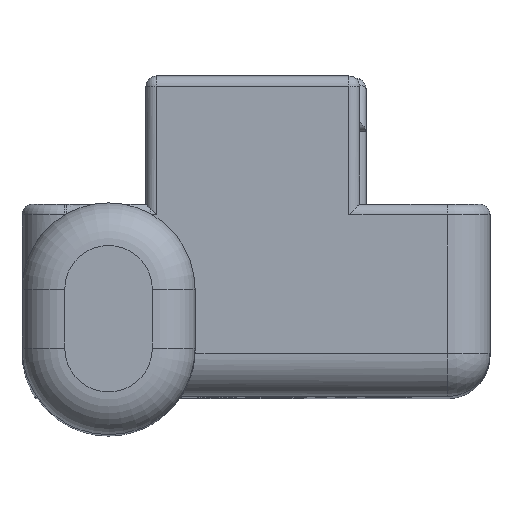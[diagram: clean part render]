
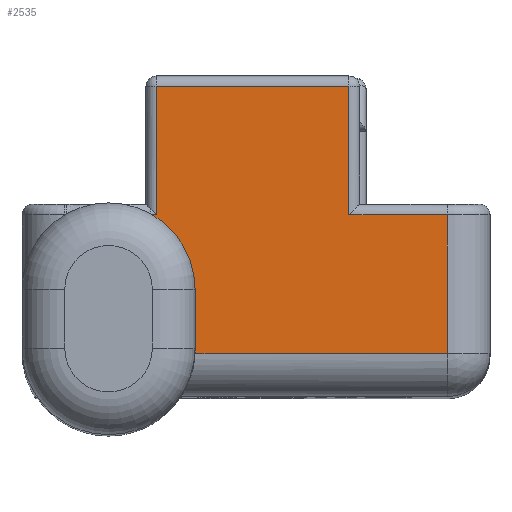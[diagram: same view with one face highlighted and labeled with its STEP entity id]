
A CAD part, top view. The second image highlights one B-rep face of the part: STEP entity #2535.
In plain terms, the highlighted planar face has unit normal (0, 0, 1).
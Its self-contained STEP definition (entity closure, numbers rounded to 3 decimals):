
#35 = LINE ( 'NONE', #12338, #7618 ) ;
#43 = CARTESIAN_POINT ( 'NONE',  ( 4.35, 12.5, 32.45 ) ) ;
#169 = VECTOR ( 'NONE', #3688, 1000. ) ;
#254 = CARTESIAN_POINT ( 'NONE',  ( 4.35, 7., 32.45 ) ) ;
#807 = EDGE_LOOP ( 'NONE', ( #11864, #3868, #10276, #12945, #2833, #4062, #2840, #9994, #1812, #3756 ) ) ;
#894 = CARTESIAN_POINT ( 'NONE',  ( 8.95, 7., 32.45 ) ) ;
#967 = AXIS2_PLACEMENT_3D ( 'NONE', #5781, #6714, #6854 ) ;
#975 = CARTESIAN_POINT ( 'NONE',  ( -2.85, 2.95, 32.45 ) ) ;
#1181 = DIRECTION ( 'NONE',  ( -1., 0., 0. ) ) ;
#1346 = DIRECTION ( 'NONE',  ( -1., 0., 0. ) ) ;
#1348 = CARTESIAN_POINT ( 'NONE',  ( 8.95, 6.5, 32.45 ) ) ;
#1368 = EDGE_CURVE ( 'NONE', #8002, #4297, #12238, .T. ) ;
#1391 = DIRECTION ( 'NONE',  ( -1., 0., 0. ) ) ;
#1812 = ORIENTED_EDGE ( 'NONE', *, *, #4516, .T. ) ;
#2051 = DIRECTION ( 'NONE',  ( 1., 0., 0. ) ) ;
#2064 = PLANE ( 'NONE',  #4411 ) ;
#2535 = ADVANCED_FACE ( 'NONE', ( #10438 ), #2064, .F. ) ;
#2770 = EDGE_CURVE ( 'NONE', #8298, #3921, #12392, .T. ) ;
#2833 = ORIENTED_EDGE ( 'NONE', *, *, #2770, .F. ) ;
#2840 = ORIENTED_EDGE ( 'NONE', *, *, #1368, .T. ) ;
#2976 = DIRECTION ( 'NONE',  ( 0., 1., 0. ) ) ;
#3014 = VERTEX_POINT ( 'NONE', #975 ) ;
#3169 = VECTOR ( 'NONE', #2976, 1000. ) ;
#3352 = VECTOR ( 'NONE', #8261, 1000. ) ;
#3448 = CARTESIAN_POINT ( 'NONE',  ( 8.95, 0., 32.45 ) ) ;
#3456 = CARTESIAN_POINT ( 'NONE',  ( -2.85, 7., 32.45 ) ) ;
#3688 = DIRECTION ( 'NONE',  ( -1., 0., 0. ) ) ;
#3756 = ORIENTED_EDGE ( 'NONE', *, *, #8722, .T. ) ;
#3868 = ORIENTED_EDGE ( 'NONE', *, *, #11099, .T. ) ;
#3921 = VERTEX_POINT ( 'NONE', #11317 ) ;
#4062 = ORIENTED_EDGE ( 'NONE', *, *, #11636, .T. ) ;
#4297 = VERTEX_POINT ( 'NONE', #1348 ) ;
#4411 = AXIS2_PLACEMENT_3D ( 'NONE', #12274, #7267, #1181 ) ;
#4510 = DIRECTION ( 'NONE',  ( 0., 0., -1. ) ) ;
#4516 = EDGE_CURVE ( 'NONE', #9139, #4883, #10596, .T. ) ;
#4883 = VERTEX_POINT ( 'NONE', #43 ) ;
#5529 = VERTEX_POINT ( 'NONE', #8713 ) ;
#5637 = LINE ( 'NONE', #3456, #13065 ) ;
#5781 = CARTESIAN_POINT ( 'NONE',  ( -6.9, 0.2, 32.45 ) ) ;
#5992 = CARTESIAN_POINT ( 'NONE',  ( -4.65, 6.5, 32.45 ) ) ;
#6037 = LINE ( 'NONE', #9279, #3352 ) ;
#6377 = VECTOR ( 'NONE', #8440, 1000. ) ;
#6568 = DIRECTION ( 'NONE',  ( 0., 1., 0. ) ) ;
#6595 = CARTESIAN_POINT ( 'NONE',  ( -6.9, 2.95, 32.45 ) ) ;
#6714 = DIRECTION ( 'NONE',  ( 0., 0., 1. ) ) ;
#6731 = VERTEX_POINT ( 'NONE', #7275 ) ;
#6854 = DIRECTION ( 'NONE',  ( 1., 0., 0. ) ) ;
#7106 = CIRCLE ( 'NONE', #10555, 4.05 ) ;
#7267 = DIRECTION ( 'NONE',  ( 0., 0., -1. ) ) ;
#7275 = CARTESIAN_POINT ( 'NONE',  ( -4.65, 12.5, 32.45 ) ) ;
#7566 = CARTESIAN_POINT ( 'NONE',  ( -6.9, 6.5, 32.45 ) ) ;
#7618 = VECTOR ( 'NONE', #9426, 1000. ) ;
#7873 = VECTOR ( 'NONE', #1346, 1000. ) ;
#7882 = LINE ( 'NONE', #12951, #169 ) ;
#8002 = VERTEX_POINT ( 'NONE', #3448 ) ;
#8261 = DIRECTION ( 'NONE',  ( -1., 0., 0. ) ) ;
#8298 = VERTEX_POINT ( 'NONE', #10862 ) ;
#8440 = DIRECTION ( 'NONE',  ( 0., 1., 0. ) ) ;
#8713 = CARTESIAN_POINT ( 'NONE',  ( -4.951, 6.5, 32.45 ) ) ;
#8722 = EDGE_CURVE ( 'NONE', #4883, #6731, #7882, .T. ) ;
#9128 = CARTESIAN_POINT ( 'NONE',  ( 4.35, 6.5, 32.45 ) ) ;
#9139 = VERTEX_POINT ( 'NONE', #9128 ) ;
#9279 = CARTESIAN_POINT ( 'NONE',  ( 4.35, 6.5, 32.45 ) ) ;
#9426 = DIRECTION ( 'NONE',  ( 0., -1., 0. ) ) ;
#9690 = EDGE_CURVE ( 'NONE', #5529, #3014, #7106, .T. ) ;
#9871 = VERTEX_POINT ( 'NONE', #5992 ) ;
#9980 = EDGE_CURVE ( 'NONE', #6731, #9871, #35, .T. ) ;
#9994 = ORIENTED_EDGE ( 'NONE', *, *, #12091, .T. ) ;
#10042 = VECTOR ( 'NONE', #2051, 1000. ) ;
#10276 = ORIENTED_EDGE ( 'NONE', *, *, #9690, .T. ) ;
#10438 = FACE_OUTER_BOUND ( 'NONE', #807, .T. ) ;
#10555 = AXIS2_PLACEMENT_3D ( 'NONE', #6595, #4510, #1391 ) ;
#10596 = LINE ( 'NONE', #254, #6377 ) ;
#10609 = LINE ( 'NONE', #7566, #7873 ) ;
#10862 = CARTESIAN_POINT ( 'NONE',  ( -2.855, 0., 32.45 ) ) ;
#11099 = EDGE_CURVE ( 'NONE', #9871, #5529, #10609, .T. ) ;
#11317 = CARTESIAN_POINT ( 'NONE',  ( -2.85, 0.2, 32.45 ) ) ;
#11636 = EDGE_CURVE ( 'NONE', #8298, #8002, #12263, .T. ) ;
#11728 = EDGE_CURVE ( 'NONE', #3921, #3014, #5637, .T. ) ;
#11864 = ORIENTED_EDGE ( 'NONE', *, *, #9980, .T. ) ;
#12091 = EDGE_CURVE ( 'NONE', #4297, #9139, #6037, .T. ) ;
#12238 = LINE ( 'NONE', #894, #3169 ) ;
#12263 = LINE ( 'NONE', #12460, #10042 ) ;
#12274 = CARTESIAN_POINT ( 'NONE',  ( -10.95, 7., 32.45 ) ) ;
#12338 = CARTESIAN_POINT ( 'NONE',  ( -4.65, 7., 32.45 ) ) ;
#12392 = CIRCLE ( 'NONE', #967, 4.05 ) ;
#12460 = CARTESIAN_POINT ( 'NONE',  ( 8.95, 0., 32.45 ) ) ;
#12945 = ORIENTED_EDGE ( 'NONE', *, *, #11728, .F. ) ;
#12951 = CARTESIAN_POINT ( 'NONE',  ( -5.15, 12.5, 32.45 ) ) ;
#13065 = VECTOR ( 'NONE', #6568, 1000. ) ;
